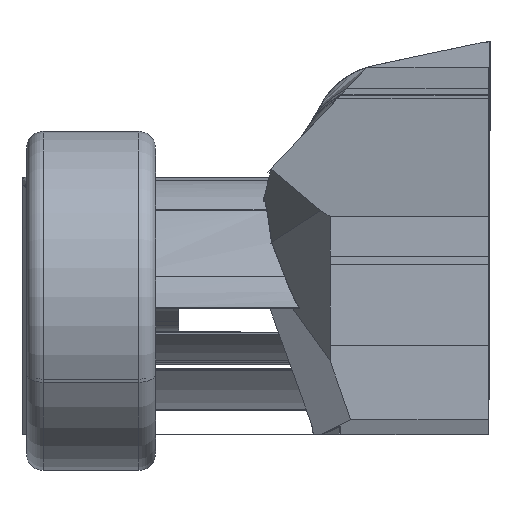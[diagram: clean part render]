
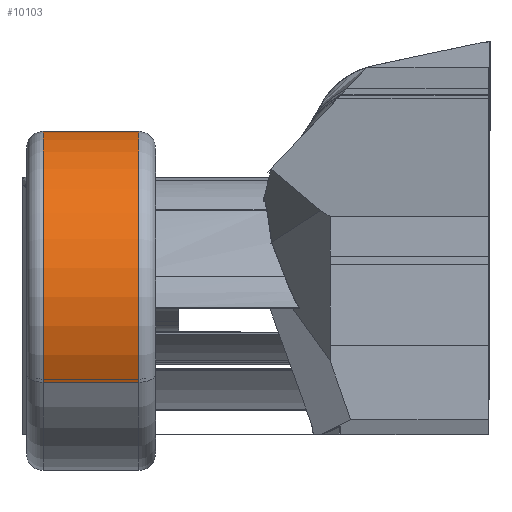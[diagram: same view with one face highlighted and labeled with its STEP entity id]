
A CAD part, left-side view. The second image highlights one B-rep face of the part: STEP entity #10103.
In plain terms, the highlighted cylindrical face has radius 255 mm (diameter 510 mm), a partial arc.
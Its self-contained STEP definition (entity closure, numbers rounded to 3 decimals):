
#10015=CARTESIAN_POINT('Vertex',(161.,-223.784,122.254)) ;
#10022=CARTESIAN_POINT('Vertex',(161.,223.784,-122.254)) ;
#10044=CARTESIAN_POINT('Axis2P3D Location',(161.,0.,0.)) ;
#10061=CARTESIAN_POINT('Axis2P3D Location',(89.,0.,0.)) ;
#10066=CARTESIAN_POINT('Line Origine',(89.,-223.784,122.254)) ;
#10070=CARTESIAN_POINT('Vertex',(17.,-223.784,122.254)) ;
#10077=CARTESIAN_POINT('Vertex',(17.,223.784,-122.254)) ;
#10080=CARTESIAN_POINT('Line Origine',(89.,223.784,-122.254)) ;
#10092=CARTESIAN_POINT('Axis2P3D Location',(17.,0.,0.)) ;
#10045=DIRECTION('Axis2P3D Direction',(-1.,0.,0.)) ;
#10062=DIRECTION('Axis2P3D Direction',(-1.,0.,0.)) ;
#10063=DIRECTION('Axis2P3D XDirection',(0.,0.878,-0.479)) ;
#10067=DIRECTION('Vector Direction',(-1.,0.,0.)) ;
#10081=DIRECTION('Vector Direction',(-1.,0.,0.)) ;
#10093=DIRECTION('Axis2P3D Direction',(-1.,0.,0.)) ;
#10046=AXIS2_PLACEMENT_3D('Circle Axis2P3D',#10044,#10045,$) ;
#10064=AXIS2_PLACEMENT_3D('Cylinder Axis2P3D',#10061,#10062,#10063) ;
#10094=AXIS2_PLACEMENT_3D('Circle Axis2P3D',#10092,#10093,$) ;
#10098=ORIENTED_EDGE('',*,*,#10084,.T.) ;
#10099=ORIENTED_EDGE('',*,*,#10096,.F.) ;
#10100=ORIENTED_EDGE('',*,*,#10072,.F.) ;
#10101=ORIENTED_EDGE('',*,*,#10048,.T.) ;
#10068=VECTOR('Line Direction',#10067,1.) ;
#10082=VECTOR('Line Direction',#10081,1.) ;
#10103=ADVANCED_FACE('',(#10102),#10065,.T.) ;
#10047=CIRCLE('generated circle',#10046,255.) ;
#10095=CIRCLE('generated circle',#10094,255.) ;
#10065=CYLINDRICAL_SURFACE('generated cylinder',#10064,255.) ;
#10048=EDGE_CURVE('',#10016,#10023,#10047,.T.) ;
#10072=EDGE_CURVE('',#10016,#10071,#10069,.T.) ;
#10084=EDGE_CURVE('',#10023,#10078,#10083,.T.) ;
#10096=EDGE_CURVE('',#10071,#10078,#10095,.T.) ;
#10097=EDGE_LOOP('',(#10098,#10099,#10100,#10101)) ;
#10102=FACE_OUTER_BOUND('',#10097,.T.) ;
#10069=LINE('Line',#10066,#10068) ;
#10083=LINE('Line',#10080,#10082) ;
#10016=VERTEX_POINT('',#10015) ;
#10023=VERTEX_POINT('',#10022) ;
#10071=VERTEX_POINT('',#10070) ;
#10078=VERTEX_POINT('',#10077) ;
